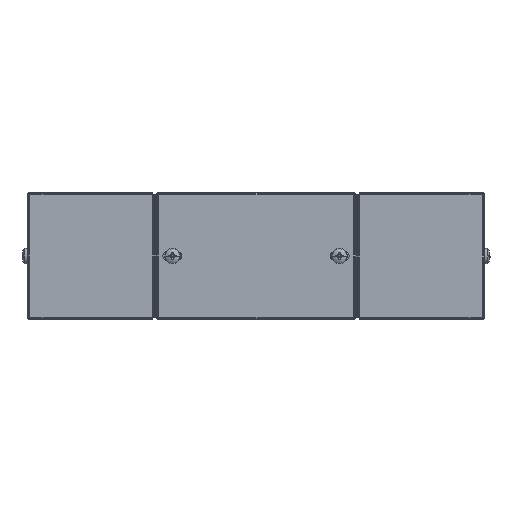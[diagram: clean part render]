
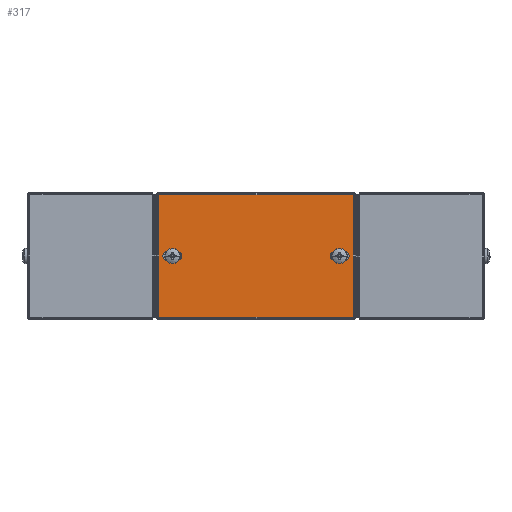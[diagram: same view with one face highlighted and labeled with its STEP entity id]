
A CAD part, left-side view. The second image highlights one B-rep face of the part: STEP entity #317.
In plain terms, the highlighted face is planar.
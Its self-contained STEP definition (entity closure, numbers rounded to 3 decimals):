
#37 = DIRECTION ( 'NONE',  ( 0., 0., 1. ) ) ;
#123 = AXIS2_PLACEMENT_3D ( 'NONE', #1353, #7641, #760 ) ;
#142 = LINE ( 'NONE', #5109, #6617 ) ;
#222 = CARTESIAN_POINT ( 'NONE',  ( -22.559, 0., -30.379 ) ) ;
#317 = ADVANCED_FACE ( 'NONE', ( #1654, #7284, #3547 ), #1020, .T. ) ;
#320 = CARTESIAN_POINT ( 'NONE',  ( -162.559, 0., -37.379 ) ) ;
#493 = ORIENTED_EDGE ( 'NONE', *, *, #6893, .T. ) ;
#618 = VERTEX_POINT ( 'NONE', #4733 ) ;
#710 = CARTESIAN_POINT ( 'NONE',  ( -15.036, 0., -82.079 ) ) ;
#760 = DIRECTION ( 'NONE',  ( 0., 0., -1. ) ) ;
#854 = CARTESIAN_POINT ( 'NONE',  ( -22.559, 0., -30.379 ) ) ;
#896 = CIRCLE ( 'NONE', #3032, 3.5 ) ;
#1012 = CARTESIAN_POINT ( 'NONE',  ( -154.559, 0., -30.379 ) ) ;
#1019 = ORIENTED_EDGE ( 'NONE', *, *, #1278, .F. ) ;
#1020 = PLANE ( 'NONE',  #4351 ) ;
#1086 = LINE ( 'NONE', #4219, #2143 ) ;
#1173 = VECTOR ( 'NONE', #4982, 1000. ) ;
#1184 = DIRECTION ( 'NONE',  ( 0., 1., 0. ) ) ;
#1278 = EDGE_CURVE ( 'NONE', #2615, #3204, #3439, .T. ) ;
#1331 = LINE ( 'NONE', #710, #4999 ) ;
#1350 = CARTESIAN_POINT ( 'NONE',  ( -162.559, 0., -37.379 ) ) ;
#1353 = CARTESIAN_POINT ( 'NONE',  ( -22.559, 0., -33.879 ) ) ;
#1426 = VECTOR ( 'NONE', #6683, 1000. ) ;
#1479 = CARTESIAN_POINT ( 'NONE',  ( -15.859, 0., 15.144 ) ) ;
#1514 = CARTESIAN_POINT ( 'NONE',  ( -162.559, 0., -30.379 ) ) ;
#1641 = ORIENTED_EDGE ( 'NONE', *, *, #2667, .F. ) ;
#1644 = VERTEX_POINT ( 'NONE', #1514 ) ;
#1654 = FACE_BOUND ( 'NONE', #4994, .T. ) ;
#1770 = CARTESIAN_POINT ( 'NONE',  ( -30.559, 0., -30.379 ) ) ;
#1790 = EDGE_CURVE ( 'NONE', #6916, #6028, #3899, .T. ) ;
#1816 = EDGE_CURVE ( 'NONE', #6028, #2615, #896, .T. ) ;
#1892 = EDGE_CURVE ( 'NONE', #618, #4951, #5154, .T. ) ;
#1900 = DIRECTION ( 'NONE',  ( 0., 0., -1. ) ) ;
#2143 = VECTOR ( 'NONE', #6752, 1000. ) ;
#2321 = CARTESIAN_POINT ( 'NONE',  ( -154.559, 0., -33.879 ) ) ;
#2487 = ORIENTED_EDGE ( 'NONE', *, *, #1892, .F. ) ;
#2562 = CARTESIAN_POINT ( 'NONE',  ( -30.559, 0., -33.879 ) ) ;
#2615 = VERTEX_POINT ( 'NONE', #1770 ) ;
#2667 = EDGE_CURVE ( 'NONE', #3663, #618, #6980, .T. ) ;
#2724 = DIRECTION ( 'NONE',  ( 0., 0., 1. ) ) ;
#2767 = VECTOR ( 'NONE', #7789, 1000. ) ;
#3032 = AXIS2_PLACEMENT_3D ( 'NONE', #2562, #4484, #1900 ) ;
#3036 = EDGE_CURVE ( 'NONE', #6066, #6031, #1331, .T. ) ;
#3204 = VERTEX_POINT ( 'NONE', #854 ) ;
#3439 = LINE ( 'NONE', #222, #2767 ) ;
#3440 = CIRCLE ( 'NONE', #4626, 3.5 ) ;
#3547 = FACE_OUTER_BOUND ( 'NONE', #4482, .T. ) ;
#3663 = VERTEX_POINT ( 'NONE', #1012 ) ;
#3729 = ORIENTED_EDGE ( 'NONE', *, *, #4734, .F. ) ;
#3864 = DIRECTION ( 'NONE',  ( -1., 0., 0. ) ) ;
#3899 = LINE ( 'NONE', #4525, #1173 ) ;
#4150 = LINE ( 'NONE', #1479, #1426 ) ;
#4219 = CARTESIAN_POINT ( 'NONE',  ( -170.083, 0., 14.321 ) ) ;
#4305 = ORIENTED_EDGE ( 'NONE', *, *, #7989, .F. ) ;
#4351 = AXIS2_PLACEMENT_3D ( 'NONE', #6121, #7985, #6776 ) ;
#4411 = ORIENTED_EDGE ( 'NONE', *, *, #4551, .T. ) ;
#4482 = EDGE_LOOP ( 'NONE', ( #4411, #5905, #493, #5018 ) ) ;
#4484 = DIRECTION ( 'NONE',  ( 0., 1., 0. ) ) ;
#4525 = CARTESIAN_POINT ( 'NONE',  ( -22.559, 0., -37.379 ) ) ;
#4551 = EDGE_CURVE ( 'NONE', #5768, #6066, #4150, .T. ) ;
#4595 = LINE ( 'NONE', #6507, #5982 ) ;
#4626 = AXIS2_PLACEMENT_3D ( 'NONE', #5200, #6367, #2724 ) ;
#4733 = CARTESIAN_POINT ( 'NONE',  ( -154.559, 0., -37.379 ) ) ;
#4734 = EDGE_CURVE ( 'NONE', #3204, #6916, #5800, .T. ) ;
#4859 = AXIS2_PLACEMENT_3D ( 'NONE', #2321, #1184, #37 ) ;
#4898 = ORIENTED_EDGE ( 'NONE', *, *, #6620, .F. ) ;
#4951 = VERTEX_POINT ( 'NONE', #320 ) ;
#4968 = DIRECTION ( 'NONE',  ( -1., 0., 0. ) ) ;
#4982 = DIRECTION ( 'NONE',  ( -1., 0., 0. ) ) ;
#4984 = VERTEX_POINT ( 'NONE', #7265 ) ;
#4994 = EDGE_LOOP ( 'NONE', ( #4898, #2487, #1641, #4305 ) ) ;
#4999 = VECTOR ( 'NONE', #4968, 1000. ) ;
#5018 = ORIENTED_EDGE ( 'NONE', *, *, #7242, .T. ) ;
#5109 = CARTESIAN_POINT ( 'NONE',  ( -169.259, 0., -82.903 ) ) ;
#5154 = LINE ( 'NONE', #1350, #5539 ) ;
#5200 = CARTESIAN_POINT ( 'NONE',  ( -162.559, 0., -33.879 ) ) ;
#5377 = CARTESIAN_POINT ( 'NONE',  ( -169.259, 0., -82.079 ) ) ;
#5501 = CARTESIAN_POINT ( 'NONE',  ( -30.559, 0., -37.379 ) ) ;
#5539 = VECTOR ( 'NONE', #3864, 1000. ) ;
#5734 = ORIENTED_EDGE ( 'NONE', *, *, #1790, .F. ) ;
#5758 = EDGE_LOOP ( 'NONE', ( #3729, #1019, #7557, #5734 ) ) ;
#5764 = DIRECTION ( 'NONE',  ( 1., 0., 0. ) ) ;
#5768 = VERTEX_POINT ( 'NONE', #6618 ) ;
#5800 = CIRCLE ( 'NONE', #123, 3.5 ) ;
#5905 = ORIENTED_EDGE ( 'NONE', *, *, #3036, .T. ) ;
#5982 = VECTOR ( 'NONE', #5764, 1000. ) ;
#6028 = VERTEX_POINT ( 'NONE', #5501 ) ;
#6031 = VERTEX_POINT ( 'NONE', #5377 ) ;
#6066 = VERTEX_POINT ( 'NONE', #7992 ) ;
#6121 = CARTESIAN_POINT ( 'NONE',  ( -171.059, 0., 16.121 ) ) ;
#6367 = DIRECTION ( 'NONE',  ( 0., 1., 0. ) ) ;
#6507 = CARTESIAN_POINT ( 'NONE',  ( -162.559, 0., -30.379 ) ) ;
#6617 = VECTOR ( 'NONE', #7633, 1000. ) ;
#6618 = CARTESIAN_POINT ( 'NONE',  ( -15.859, 0., 14.321 ) ) ;
#6620 = EDGE_CURVE ( 'NONE', #4951, #1644, #3440, .T. ) ;
#6683 = DIRECTION ( 'NONE',  ( 0., 0., -1. ) ) ;
#6752 = DIRECTION ( 'NONE',  ( 1., 0., 0. ) ) ;
#6776 = DIRECTION ( 'NONE',  ( 0., 0., 1. ) ) ;
#6893 = EDGE_CURVE ( 'NONE', #6031, #4984, #142, .T. ) ;
#6916 = VERTEX_POINT ( 'NONE', #7132 ) ;
#6980 = CIRCLE ( 'NONE', #4859, 3.5 ) ;
#7132 = CARTESIAN_POINT ( 'NONE',  ( -22.559, 0., -37.379 ) ) ;
#7242 = EDGE_CURVE ( 'NONE', #4984, #5768, #1086, .T. ) ;
#7265 = CARTESIAN_POINT ( 'NONE',  ( -169.259, 0., 14.321 ) ) ;
#7284 = FACE_BOUND ( 'NONE', #5758, .T. ) ;
#7557 = ORIENTED_EDGE ( 'NONE', *, *, #1816, .F. ) ;
#7633 = DIRECTION ( 'NONE',  ( 0., 0., 1. ) ) ;
#7641 = DIRECTION ( 'NONE',  ( 0., 1., 0. ) ) ;
#7789 = DIRECTION ( 'NONE',  ( 1., 0., 0. ) ) ;
#7985 = DIRECTION ( 'NONE',  ( 0., 1., 0. ) ) ;
#7989 = EDGE_CURVE ( 'NONE', #1644, #3663, #4595, .T. ) ;
#7992 = CARTESIAN_POINT ( 'NONE',  ( -15.859, 0., -82.079 ) ) ;
